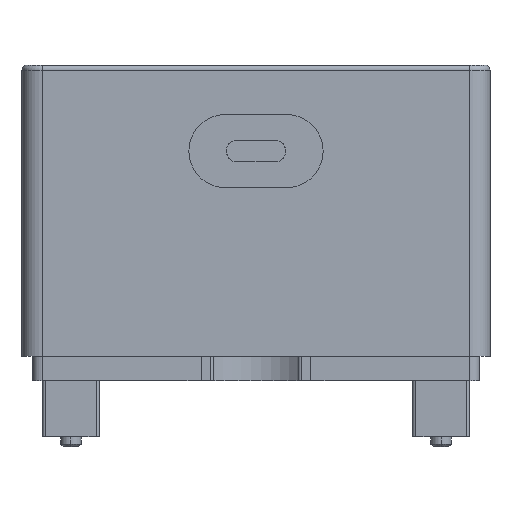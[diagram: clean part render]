
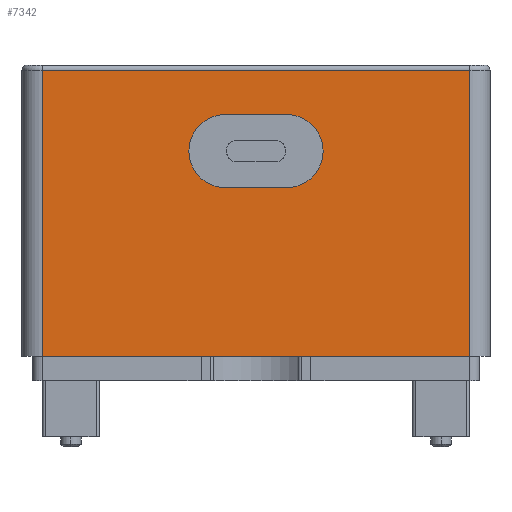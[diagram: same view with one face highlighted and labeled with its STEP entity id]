
A CAD part, left-side view. The second image highlights one B-rep face of the part: STEP entity #7342.
In plain terms, the highlighted planar face has unit normal (-1, 0, 0).
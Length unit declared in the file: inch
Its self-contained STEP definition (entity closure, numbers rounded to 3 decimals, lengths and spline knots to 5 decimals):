
#152 = VERTEX_POINT ( 'NONE', #7247 ) ;
#178 = VECTOR ( 'NONE', #4674, 39.37008 ) ;
#358 = DIRECTION ( 'NONE',  ( 0., 0., 1. ) ) ;
#365 = EDGE_CURVE ( 'NONE', #8889, #7088, #1446, .T. ) ;
#450 = EDGE_CURVE ( 'NONE', #2877, #8889, #1611, .T. ) ;
#485 = CARTESIAN_POINT ( 'NONE',  ( -2.5, -1.3125, 1.9075 ) ) ;
#552 = CARTESIAN_POINT ( 'NONE',  ( -2.5, 0.1875, 1.6345 ) ) ;
#611 = EDGE_CURVE ( 'NONE', #6795, #7646, #3755, .T. ) ;
#676 = LINE ( 'NONE', #5647, #1756 ) ;
#738 = DIRECTION ( 'NONE',  ( 0., 0., 1. ) ) ;
#1089 = DIRECTION ( 'NONE',  ( -1., 0., 0. ) ) ;
#1263 = EDGE_CURVE ( 'NONE', #152, #3771, #676, .T. ) ;
#1418 = CARTESIAN_POINT ( 'NONE',  ( -2.5, -1.3125, 0.15 ) ) ;
#1446 = CIRCLE ( 'NONE', #3191, 0.225 ) ;
#1459 = EDGE_LOOP ( 'NONE', ( #3016, #7097, #2397, #6923 ) ) ;
#1611 = LINE ( 'NONE', #8506, #6412 ) ;
#1683 = ORIENTED_EDGE ( 'NONE', *, *, #8854, .F. ) ;
#1756 = VECTOR ( 'NONE', #8434, 39.37008 ) ;
#1944 = LINE ( 'NONE', #7475, #178 ) ;
#2231 = AXIS2_PLACEMENT_3D ( 'NONE', #8526, #4364, #6336 ) ;
#2328 = VERTEX_POINT ( 'NONE', #4860 ) ;
#2357 = EDGE_CURVE ( 'NONE', #7088, #2328, #1944, .T. ) ;
#2397 = ORIENTED_EDGE ( 'NONE', *, *, #450, .F. ) ;
#2516 = ORIENTED_EDGE ( 'NONE', *, *, #4294, .T. ) ;
#2877 = VERTEX_POINT ( 'NONE', #4534 ) ;
#3016 = ORIENTED_EDGE ( 'NONE', *, *, #2357, .F. ) ;
#3191 = AXIS2_PLACEMENT_3D ( 'NONE', #8909, #3574, #738 ) ;
#3431 = DIRECTION ( 'NONE',  ( 0., 1., 0. ) ) ;
#3468 = EDGE_CURVE ( 'NONE', #2328, #2877, #4682, .T. ) ;
#3489 = CARTESIAN_POINT ( 'NONE',  ( -2.5, 1.3125, 0.15 ) ) ;
#3574 = DIRECTION ( 'NONE',  ( -1., 0., 0. ) ) ;
#3632 = FACE_OUTER_BOUND ( 'NONE', #7862, .T. ) ;
#3755 = LINE ( 'NONE', #3794, #6705 ) ;
#3771 = VERTEX_POINT ( 'NONE', #3489 ) ;
#3794 = CARTESIAN_POINT ( 'NONE',  ( -2.5, -1.3125, 1.9375 ) ) ;
#4294 = EDGE_CURVE ( 'NONE', #7646, #152, #6206, .T. ) ;
#4364 = DIRECTION ( 'NONE',  ( 1., 0., 0. ) ) ;
#4445 = DIRECTION ( 'NONE',  ( 0., 0., 1. ) ) ;
#4534 = CARTESIAN_POINT ( 'NONE',  ( -2.5, -0.1875, 1.6345 ) ) ;
#4674 = DIRECTION ( 'NONE',  ( 0., -1., 0. ) ) ;
#4682 = CIRCLE ( 'NONE', #5414, 0.225 ) ;
#4860 = CARTESIAN_POINT ( 'NONE',  ( -2.5, -0.1875, 1.1845 ) ) ;
#5414 = AXIS2_PLACEMENT_3D ( 'NONE', #6565, #1089, #358 ) ;
#5429 = DIRECTION ( 'NONE',  ( 0., 1., 0. ) ) ;
#5647 = CARTESIAN_POINT ( 'NONE',  ( -2.5, 1.3125, 1.9375 ) ) ;
#6119 = ORIENTED_EDGE ( 'NONE', *, *, #611, .T. ) ;
#6206 = LINE ( 'NONE', #7582, #7191 ) ;
#6260 = DIRECTION ( 'NONE',  ( 0., 1., 0. ) ) ;
#6336 = DIRECTION ( 'NONE',  ( 0., 0., -1. ) ) ;
#6394 = ORIENTED_EDGE ( 'NONE', *, *, #1263, .T. ) ;
#6412 = VECTOR ( 'NONE', #6260, 39.37008 ) ;
#6477 = FACE_BOUND ( 'NONE', #1459, .T. ) ;
#6565 = CARTESIAN_POINT ( 'NONE',  ( -2.5, -0.1875, 1.4095 ) ) ;
#6705 = VECTOR ( 'NONE', #4445, 39.37008 ) ;
#6732 = CARTESIAN_POINT ( 'NONE',  ( -2.5, 0.1875, 1.1845 ) ) ;
#6795 = VERTEX_POINT ( 'NONE', #8829 ) ;
#6914 = VECTOR ( 'NONE', #3431, 39.37008 ) ;
#6923 = ORIENTED_EDGE ( 'NONE', *, *, #3468, .F. ) ;
#6952 = LINE ( 'NONE', #1418, #6914 ) ;
#7088 = VERTEX_POINT ( 'NONE', #6732 ) ;
#7097 = ORIENTED_EDGE ( 'NONE', *, *, #365, .F. ) ;
#7116 = PLANE ( 'NONE',  #2231 ) ;
#7191 = VECTOR ( 'NONE', #5429, 39.37008 ) ;
#7247 = CARTESIAN_POINT ( 'NONE',  ( -2.5, 1.3125, 1.9075 ) ) ;
#7342 = ADVANCED_FACE ( 'NONE', ( #6477, #3632 ), #7116, .F. ) ;
#7475 = CARTESIAN_POINT ( 'NONE',  ( -2.5, 0.1875, 1.1845 ) ) ;
#7582 = CARTESIAN_POINT ( 'NONE',  ( -2.5, 1.4375, 1.9075 ) ) ;
#7646 = VERTEX_POINT ( 'NONE', #485 ) ;
#7862 = EDGE_LOOP ( 'NONE', ( #6394, #1683, #6119, #2516 ) ) ;
#8434 = DIRECTION ( 'NONE',  ( 0., 0., -1. ) ) ;
#8506 = CARTESIAN_POINT ( 'NONE',  ( -2.5, 0.1875, 1.6345 ) ) ;
#8526 = CARTESIAN_POINT ( 'NONE',  ( -2.5, 1.4375, 1.9375 ) ) ;
#8829 = CARTESIAN_POINT ( 'NONE',  ( -2.5, -1.3125, 0.15 ) ) ;
#8854 = EDGE_CURVE ( 'NONE', #6795, #3771, #6952, .T. ) ;
#8889 = VERTEX_POINT ( 'NONE', #552 ) ;
#8909 = CARTESIAN_POINT ( 'NONE',  ( -2.5, 0.1875, 1.4095 ) ) ;
